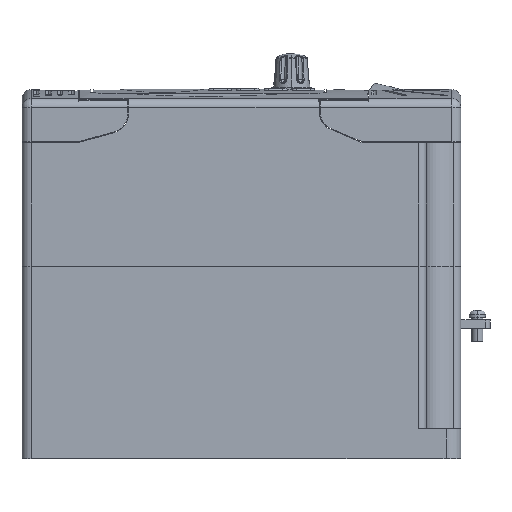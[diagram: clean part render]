
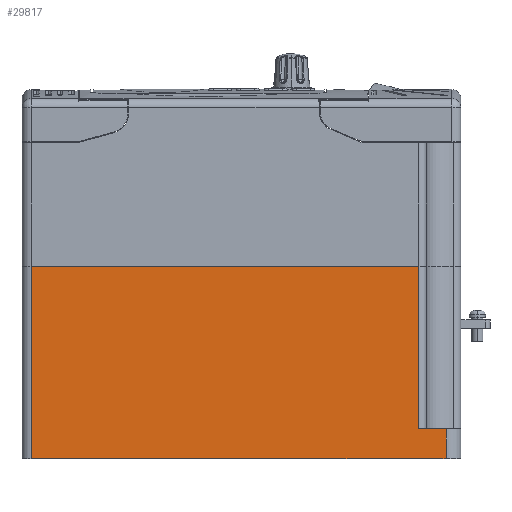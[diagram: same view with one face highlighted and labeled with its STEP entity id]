
A CAD part, left-side view. The second image highlights one B-rep face of the part: STEP entity #29817.
In plain terms, the highlighted planar face has unit normal (-1, 0, 0).
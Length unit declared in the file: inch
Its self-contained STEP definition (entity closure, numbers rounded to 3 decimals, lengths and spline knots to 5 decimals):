
#46 = CARTESIAN_POINT ( 'NONE',  ( -1.97, -2.405, 1.29 ) ) ;
#442 = CARTESIAN_POINT ( 'NONE',  ( -1.97, 2.85, -3.00547 ) ) ;
#474 = VECTOR ( 'NONE', #33574, 39.37008 ) ;
#1614 = EDGE_CURVE ( 'NONE', #30146, #16380, #5932, .T. ) ;
#1864 = CARTESIAN_POINT ( 'NONE',  ( -1.97, -2.775, -2.6 ) ) ;
#3182 = ORIENTED_EDGE ( 'NONE', *, *, #23311, .F. ) ;
#3345 = CARTESIAN_POINT ( 'NONE',  ( -1.97, 2.975, -3.00547 ) ) ;
#3356 = VECTOR ( 'NONE', #34553, 39.37008 ) ;
#3531 = LINE ( 'NONE', #46, #9974 ) ;
#3567 = VECTOR ( 'NONE', #10421, 39.37008 ) ;
#3797 = CARTESIAN_POINT ( 'NONE',  ( -1.97, -2.405, -0.4 ) ) ;
#3810 = LINE ( 'NONE', #24824, #23919 ) ;
#5932 = LINE ( 'NONE', #22916, #26935 ) ;
#6112 = DIRECTION ( 'NONE',  ( 0., 0., -1. ) ) ;
#6542 = DIRECTION ( 'NONE',  ( 0., -1., 0. ) ) ;
#6732 = VECTOR ( 'NONE', #31503, 39.37008 ) ;
#8564 = VERTEX_POINT ( 'NONE', #24846 ) ;
#8646 = LINE ( 'NONE', #25286, #474 ) ;
#8691 = EDGE_CURVE ( 'NONE', #13907, #22140, #11535, .T. ) ;
#9974 = VECTOR ( 'NONE', #16498, 39.37008 ) ;
#10421 = DIRECTION ( 'NONE',  ( 0., 0., -1. ) ) ;
#10908 = CARTESIAN_POINT ( 'NONE',  ( -1.97, 2.85, -3.00547 ) ) ;
#11157 = PLANE ( 'NONE',  #12837 ) ;
#11535 = LINE ( 'NONE', #22790, #25207 ) ;
#12066 = CARTESIAN_POINT ( 'NONE',  ( -1.97, -2.505, -3.00547 ) ) ;
#12263 = VERTEX_POINT ( 'NONE', #27331 ) ;
#12837 = AXIS2_PLACEMENT_3D ( 'NONE', #3345, #22479, #6112 ) ;
#12888 = ORIENTED_EDGE ( 'NONE', *, *, #33762, .T. ) ;
#13798 = EDGE_LOOP ( 'NONE', ( #17364, #20802, #21575, #17963, #29269, #12888, #3182, #17415 ) ) ;
#13907 = VERTEX_POINT ( 'NONE', #10908 ) ;
#14023 = LINE ( 'NONE', #26002, #6732 ) ;
#14837 = VERTEX_POINT ( 'NONE', #20322 ) ;
#16380 = VERTEX_POINT ( 'NONE', #1864 ) ;
#16498 = DIRECTION ( 'NONE',  ( 0., 0., 1. ) ) ;
#16571 = EDGE_CURVE ( 'NONE', #22140, #14837, #3810, .T. ) ;
#16825 = EDGE_CURVE ( 'NONE', #30146, #14837, #24316, .T. ) ;
#17328 = LINE ( 'NONE', #442, #3567 ) ;
#17364 = ORIENTED_EDGE ( 'NONE', *, *, #8691, .T. ) ;
#17415 = ORIENTED_EDGE ( 'NONE', *, *, #31372, .T. ) ;
#17963 = ORIENTED_EDGE ( 'NONE', *, *, #1614, .T. ) ;
#19204 = FACE_OUTER_BOUND ( 'NONE', #13798, .T. ) ;
#20322 = CARTESIAN_POINT ( 'NONE',  ( -1.97, -2.505, -3.00447 ) ) ;
#20802 = ORIENTED_EDGE ( 'NONE', *, *, #16571, .T. ) ;
#21575 = ORIENTED_EDGE ( 'NONE', *, *, #16825, .F. ) ;
#22140 = VERTEX_POINT ( 'NONE', #12066 ) ;
#22479 = DIRECTION ( 'NONE',  ( 1., 0., 0. ) ) ;
#22790 = CARTESIAN_POINT ( 'NONE',  ( -1.97, 2.975, -3.00547 ) ) ;
#22916 = CARTESIAN_POINT ( 'NONE',  ( -1.97, -2.775, -3.00547 ) ) ;
#23311 = EDGE_CURVE ( 'NONE', #8564, #33444, #14023, .T. ) ;
#23711 = CARTESIAN_POINT ( 'NONE',  ( -1.97, 2.975, -3.00447 ) ) ;
#23919 = VECTOR ( 'NONE', #24935, 39.37008 ) ;
#24316 = LINE ( 'NONE', #23711, #3356 ) ;
#24351 = CARTESIAN_POINT ( 'NONE',  ( -1.97, -2.775, -3.00447 ) ) ;
#24824 = CARTESIAN_POINT ( 'NONE',  ( -1.97, -2.505, -3.00547 ) ) ;
#24846 = CARTESIAN_POINT ( 'NONE',  ( -1.97, 2.85, -0.4 ) ) ;
#24935 = DIRECTION ( 'NONE',  ( 0., 0., 1. ) ) ;
#25207 = VECTOR ( 'NONE', #6542, 39.37008 ) ;
#25286 = CARTESIAN_POINT ( 'NONE',  ( -1.97, 2.975, -2.6 ) ) ;
#26002 = CARTESIAN_POINT ( 'NONE',  ( -1.97, 2.975, -0.4 ) ) ;
#26935 = VECTOR ( 'NONE', #30840, 39.37008 ) ;
#27331 = CARTESIAN_POINT ( 'NONE',  ( -1.97, -2.405, -2.6 ) ) ;
#29269 = ORIENTED_EDGE ( 'NONE', *, *, #34335, .F. ) ;
#29817 = ADVANCED_FACE ( 'NONE', ( #19204 ), #11157, .F. ) ;
#30146 = VERTEX_POINT ( 'NONE', #24351 ) ;
#30840 = DIRECTION ( 'NONE',  ( 0., 0., 1. ) ) ;
#31372 = EDGE_CURVE ( 'NONE', #8564, #13907, #17328, .T. ) ;
#31503 = DIRECTION ( 'NONE',  ( 0., -1., 0. ) ) ;
#33444 = VERTEX_POINT ( 'NONE', #3797 ) ;
#33574 = DIRECTION ( 'NONE',  ( 0., -1., 0. ) ) ;
#33762 = EDGE_CURVE ( 'NONE', #12263, #33444, #3531, .T. ) ;
#34335 = EDGE_CURVE ( 'NONE', #12263, #16380, #8646, .T. ) ;
#34553 = DIRECTION ( 'NONE',  ( 0., 1., 0. ) ) ;
